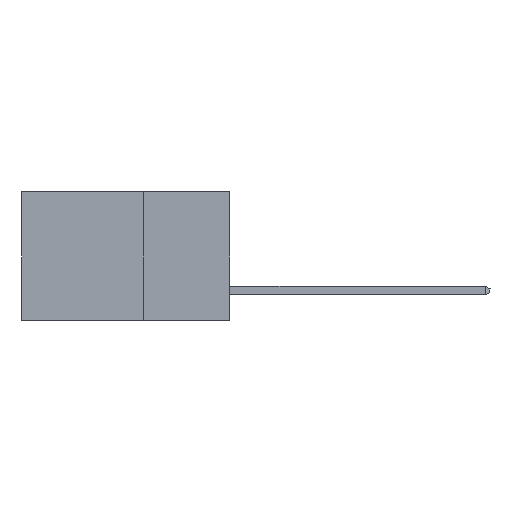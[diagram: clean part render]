
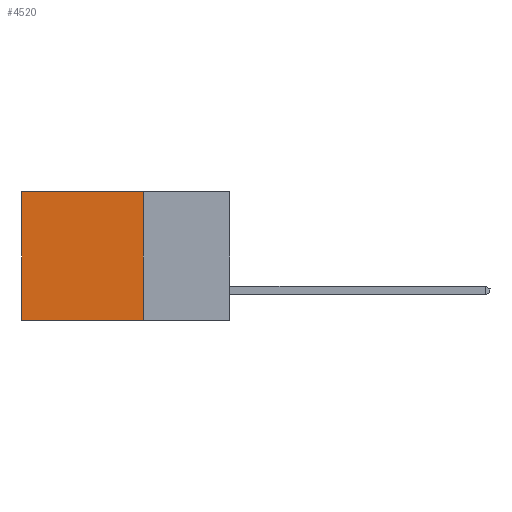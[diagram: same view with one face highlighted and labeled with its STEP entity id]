
A CAD part, left-side view. The second image highlights one B-rep face of the part: STEP entity #4520.
In plain terms, the highlighted planar face has unit normal (-1, 0, 0).
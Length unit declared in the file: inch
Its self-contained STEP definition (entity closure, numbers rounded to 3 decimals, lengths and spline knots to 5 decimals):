
#6 = VECTOR ( 'NONE', #11362, 39.37008 ) ;
#511 = VERTEX_POINT ( 'NONE', #2945 ) ;
#991 = EDGE_CURVE ( 'NONE', #511, #19594, #6214, .T. ) ;
#1536 = VERTEX_POINT ( 'NONE', #3963 ) ;
#1544 = CARTESIAN_POINT ( 'NONE',  ( 0.2615, 0.25, -0.37 ) ) ;
#1655 = CARTESIAN_POINT ( 'NONE',  ( 0.2615, 0.6, -0.37 ) ) ;
#2145 = ORIENTED_EDGE ( 'NONE', *, *, #18345, .T. ) ;
#2288 = FACE_OUTER_BOUND ( 'NONE', #13980, .T. ) ;
#2468 = DIRECTION ( 'NONE',  ( 0., 1., 0. ) ) ;
#2945 = CARTESIAN_POINT ( 'NONE',  ( 0.2615, 0.25, 0. ) ) ;
#3963 = CARTESIAN_POINT ( 'NONE',  ( 0.2615, 0.6, -0.37 ) ) ;
#4520 = ADVANCED_FACE ( 'NONE', ( #2288 ), #7544, .F. ) ;
#6008 = CARTESIAN_POINT ( 'NONE',  ( 0.2615, 0.25, -0.37 ) ) ;
#6214 = LINE ( 'NONE', #8287, #6 ) ;
#6371 = ORIENTED_EDGE ( 'NONE', *, *, #7680, .T. ) ;
#7237 = DIRECTION ( 'NONE',  ( 0., 0., -1. ) ) ;
#7544 = PLANE ( 'NONE',  #21070 ) ;
#7680 = EDGE_CURVE ( 'NONE', #511, #17353, #16046, .T. ) ;
#8287 = CARTESIAN_POINT ( 'NONE',  ( 0.2615, 0.25, -0.37 ) ) ;
#8341 = DIRECTION ( 'NONE',  ( 0., 0., -1. ) ) ;
#8757 = CARTESIAN_POINT ( 'NONE',  ( 0.2615, 0.6, 0. ) ) ;
#9420 = EDGE_CURVE ( 'NONE', #19594, #1536, #14931, .T. ) ;
#10498 = ORIENTED_EDGE ( 'NONE', *, *, #9420, .F. ) ;
#11362 = DIRECTION ( 'NONE',  ( 0., 0., -1. ) ) ;
#13980 = EDGE_LOOP ( 'NONE', ( #2145, #10498, #16485, #6371 ) ) ;
#14233 = DIRECTION ( 'NONE',  ( 1., 0., 0. ) ) ;
#14301 = CARTESIAN_POINT ( 'NONE',  ( 0.2615, 0.25, 0. ) ) ;
#14492 = DIRECTION ( 'NONE',  ( 0., 1., 0. ) ) ;
#14554 = VECTOR ( 'NONE', #14492, 39.37008 ) ;
#14931 = LINE ( 'NONE', #1544, #14554 ) ;
#16046 = LINE ( 'NONE', #14301, #20477 ) ;
#16485 = ORIENTED_EDGE ( 'NONE', *, *, #991, .F. ) ;
#16622 = CARTESIAN_POINT ( 'NONE',  ( 0.2615, 0.25, -0.37 ) ) ;
#16684 = LINE ( 'NONE', #1655, #17399 ) ;
#17353 = VERTEX_POINT ( 'NONE', #8757 ) ;
#17399 = VECTOR ( 'NONE', #8341, 39.37008 ) ;
#18345 = EDGE_CURVE ( 'NONE', #17353, #1536, #16684, .T. ) ;
#19594 = VERTEX_POINT ( 'NONE', #16622 ) ;
#20477 = VECTOR ( 'NONE', #2468, 39.37008 ) ;
#21070 = AXIS2_PLACEMENT_3D ( 'NONE', #6008, #14233, #7237 ) ;
